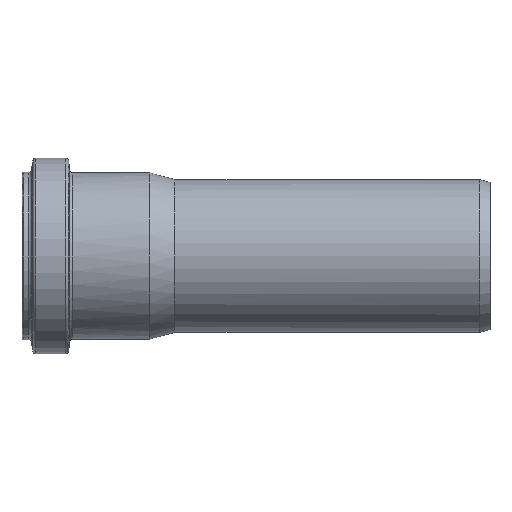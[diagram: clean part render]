
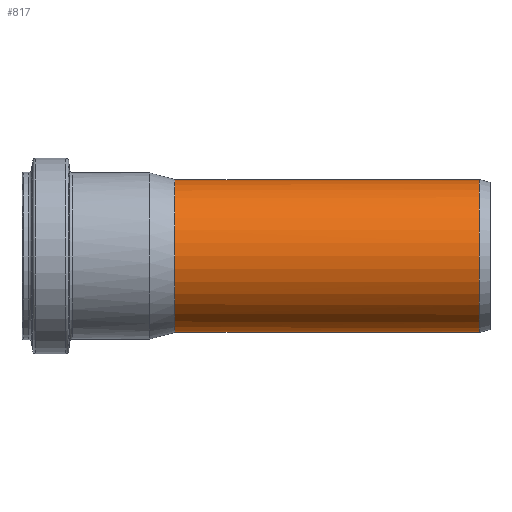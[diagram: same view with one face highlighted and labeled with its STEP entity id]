
A CAD part, left-side view. The second image highlights one B-rep face of the part: STEP entity #817.
In plain terms, the highlighted cylindrical face has radius 25.1 mm (diameter 50.2 mm), a full revolution.
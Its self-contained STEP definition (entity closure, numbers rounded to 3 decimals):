
#56=FACE_BOUND('',#272,.T.);
#113=CIRCLE('',#906,25.1);
#114=CIRCLE('',#907,25.1);
#202=FACE_OUTER_BOUND('',#271,.T.);
#271=EDGE_LOOP('',(#661,#662));
#272=EDGE_LOOP('',(#663));
#408=B_SPLINE_CURVE_WITH_KNOTS('',3,(#83809,#83810,#83811,#83812,#83813,
#83814,#83815,#83816,#83817,#83818,#83819,#83820,#83821,#83822,#83823,#83824,
#83825,#83826,#83827,#83828,#83829,#83830,#83831,#83832,#83833,#83834,#83835,
#83836,#83837,#83838,#83839,#83840,#83841,#83842,#83843,#83844,#83845,#83846,
#83847,#83848,#83849,#83850,#83851,#83852,#83853,#83854,#83855,#83856,#83857,
#83858,#83859,#83860,#83861,#83862,#83863,#83864,#83865,#83866,#83867,#83868,
#83869,#83870,#83871,#83872,#83873,#83874,#83875,#83876,#83877,#83878,#83879,
#83880,#83881,#83882,#83883,#83884,#83885,#83886,#83887,#83888,#83889,#83890,
#83891,#83892,#83893),.UNSPECIFIED.,.F.,.F.,(4,3,3,3,3,3,3,3,3,3,3,3,3,
3,3,3,3,3,3,3,3,3,3,3,3,3,3,3,4),(-14.716,-14.277,-13.75,
-12.696,-11.994,-11.291,-10.588,
-10.352,-10.237,-9.885,-9.183,-8.861,
-8.48,-7.778,-7.075,-6.372,
-5.979,-5.67,-4.967,-4.616,
-4.265,-4.074,-3.738,-3.211,
-2.158,-1.103,-0.652,-0.576,
-0.137),.UNSPECIFIED.);
#434=VERTEX_POINT('',#42520);
#435=VERTEX_POINT('',#83608);
#442=VERTEX_POINT('',#83926);
#535=EDGE_CURVE('',#435,#434,#408,.T.);
#538=EDGE_CURVE('',#435,#434,#113,.T.);
#539=EDGE_CURVE('',#442,#442,#114,.T.);
#661=ORIENTED_EDGE('',*,*,#535,.F.);
#662=ORIENTED_EDGE('',*,*,#538,.T.);
#663=ORIENTED_EDGE('',*,*,#539,.F.);
#787=CYLINDRICAL_SURFACE('',#905,25.1);
#817=ADVANCED_FACE('',(#202,#56),#787,.T.);
#905=AXIS2_PLACEMENT_3D('',#83924,#1083,#1084);
#906=AXIS2_PLACEMENT_3D('',#83925,#1085,#1086);
#907=AXIS2_PLACEMENT_3D('',#83927,#1087,#1088);
#1083=DIRECTION('center_axis',(0.,-1.,0.));
#1084=DIRECTION('ref_axis',(1.,0.,0.));
#1085=DIRECTION('center_axis',(0.,-1.,0.));
#1086=DIRECTION('ref_axis',(1.,0.,0.));
#1087=DIRECTION('center_axis',(0.,-1.,0.));
#1088=DIRECTION('ref_axis',(1.,0.,0.));
#42520=CARTESIAN_POINT('',(23.068,0.123,-9.894));
#83608=CARTESIAN_POINT('',(23.068,0.123,9.894));
#83809=CARTESIAN_POINT('Ctrl Pts',(23.068,0.123,9.894));
#83810=CARTESIAN_POINT('Ctrl Pts',(22.699,-0.969,10.755));
#83811=CARTESIAN_POINT('Ctrl Pts',(22.311,-2.127,11.529));
#83812=CARTESIAN_POINT('Ctrl Pts',(21.916,-3.325,12.235));
#83813=CARTESIAN_POINT('Ctrl Pts',(21.442,-4.762,13.083));
#83814=CARTESIAN_POINT('Ctrl Pts',(20.959,-6.255,13.835));
#83815=CARTESIAN_POINT('Ctrl Pts',(20.476,-7.782,14.516));
#83816=CARTESIAN_POINT('Ctrl Pts',(19.511,-10.835,15.878));
#83817=CARTESIAN_POINT('Ctrl Pts',(18.549,-14.021,16.955));
#83818=CARTESIAN_POINT('Ctrl Pts',(17.671,-17.29,17.824));
#83819=CARTESIAN_POINT('Ctrl Pts',(17.086,-19.469,18.404));
#83820=CARTESIAN_POINT('Ctrl Pts',(16.538,-21.686,18.892));
#83821=CARTESIAN_POINT('Ctrl Pts',(16.066,-23.938,19.285));
#83822=CARTESIAN_POINT('Ctrl Pts',(15.595,-26.19,19.678));
#83823=CARTESIAN_POINT('Ctrl Pts',(15.2,-28.479,19.975));
#83824=CARTESIAN_POINT('Ctrl Pts',(14.972,-30.804,20.146));
#83825=CARTESIAN_POINT('Ctrl Pts',(14.744,-33.13,20.316));
#83826=CARTESIAN_POINT('Ctrl Pts',(14.683,-35.494,20.361));
#83827=CARTESIAN_POINT('Ctrl Pts',(14.96,-37.805,20.154));
#83828=CARTESIAN_POINT('Ctrl Pts',(15.054,-38.582,20.084));
#83829=CARTESIAN_POINT('Ctrl Pts',(15.186,-39.354,19.985));
#83830=CARTESIAN_POINT('Ctrl Pts',(15.359,-40.108,19.852));
#83831=CARTESIAN_POINT('Ctrl Pts',(15.443,-40.475,19.787));
#83832=CARTESIAN_POINT('Ctrl Pts',(15.536,-40.838,19.713));
#83833=CARTESIAN_POINT('Ctrl Pts',(15.64,-41.196,19.631));
#83834=CARTESIAN_POINT('Ctrl Pts',(15.958,-42.289,19.378));
#83835=CARTESIAN_POINT('Ctrl Pts',(16.37,-43.333,19.04));
#83836=CARTESIAN_POINT('Ctrl Pts',(16.845,-44.295,18.609));
#83837=CARTESIAN_POINT('Ctrl Pts',(17.794,-46.216,17.748));
#83838=CARTESIAN_POINT('Ctrl Pts',(18.995,-47.804,16.516));
#83839=CARTESIAN_POINT('Ctrl Pts',(20.126,-49.081,15.001));
#83840=CARTESIAN_POINT('Ctrl Pts',(20.644,-49.666,14.306));
#83841=CARTESIAN_POINT('Ctrl Pts',(21.148,-50.186,13.552));
#83842=CARTESIAN_POINT('Ctrl Pts',(21.621,-50.647,12.749));
#83843=CARTESIAN_POINT('Ctrl Pts',(22.18,-51.192,11.801));
#83844=CARTESIAN_POINT('Ctrl Pts',(22.696,-51.654,10.783));
#83845=CARTESIAN_POINT('Ctrl Pts',(23.145,-52.044,9.714));
#83846=CARTESIAN_POINT('Ctrl Pts',(23.975,-52.765,7.737));
#83847=CARTESIAN_POINT('Ctrl Pts',(24.574,-53.24,5.583));
#83848=CARTESIAN_POINT('Ctrl Pts',(24.874,-53.478,3.363));
#83849=CARTESIAN_POINT('Ctrl Pts',(25.174,-53.715,1.142));
#83850=CARTESIAN_POINT('Ctrl Pts',(25.175,-53.715,-1.143));
#83851=CARTESIAN_POINT('Ctrl Pts',(24.875,-53.478,-3.363));
#83852=CARTESIAN_POINT('Ctrl Pts',(24.575,-53.24,-5.583));
#83853=CARTESIAN_POINT('Ctrl Pts',(23.974,-52.766,-7.738));
#83854=CARTESIAN_POINT('Ctrl Pts',(23.144,-52.045,-9.714));
#83855=CARTESIAN_POINT('Ctrl Pts',(22.68,-51.642,-10.82));
#83856=CARTESIAN_POINT('Ctrl Pts',(22.143,-51.161,-11.87));
#83857=CARTESIAN_POINT('Ctrl Pts',(21.563,-50.592,-12.846));
#83858=CARTESIAN_POINT('Ctrl Pts',(21.106,-50.145,-13.613));
#83859=CARTESIAN_POINT('Ctrl Pts',(20.623,-49.643,-14.335));
#83860=CARTESIAN_POINT('Ctrl Pts',(20.125,-49.082,-15.001));
#83861=CARTESIAN_POINT('Ctrl Pts',(18.995,-47.805,-16.516));
#83862=CARTESIAN_POINT('Ctrl Pts',(17.793,-46.219,-17.749));
#83863=CARTESIAN_POINT('Ctrl Pts',(16.843,-44.296,-18.611));
#83864=CARTESIAN_POINT('Ctrl Pts',(16.369,-43.335,-19.042));
#83865=CARTESIAN_POINT('Ctrl Pts',(15.957,-42.29,-19.379));
#83866=CARTESIAN_POINT('Ctrl Pts',(15.639,-41.197,-19.632));
#83867=CARTESIAN_POINT('Ctrl Pts',(15.322,-40.104,-19.885));
#83868=CARTESIAN_POINT('Ctrl Pts',(15.098,-38.963,-20.052));
#83869=CARTESIAN_POINT('Ctrl Pts',(14.96,-37.807,-20.155));
#83870=CARTESIAN_POINT('Ctrl Pts',(14.884,-37.18,-20.211));
#83871=CARTESIAN_POINT('Ctrl Pts',(14.834,-36.549,-20.248));
#83872=CARTESIAN_POINT('Ctrl Pts',(14.805,-35.915,-20.269));
#83873=CARTESIAN_POINT('Ctrl Pts',(14.754,-34.796,-20.307));
#83874=CARTESIAN_POINT('Ctrl Pts',(14.77,-33.67,-20.294));
#83875=CARTESIAN_POINT('Ctrl Pts',(14.834,-32.551,-20.247));
#83876=CARTESIAN_POINT('Ctrl Pts',(14.934,-30.798,-20.173));
#83877=CARTESIAN_POINT('Ctrl Pts',(15.152,-29.061,-20.014));
#83878=CARTESIAN_POINT('Ctrl Pts',(15.431,-27.345,-19.797));
#83879=CARTESIAN_POINT('Ctrl Pts',(15.989,-23.91,-19.362));
#83880=CARTESIAN_POINT('Ctrl Pts',(16.792,-20.559,-18.694));
#83881=CARTESIAN_POINT('Ctrl Pts',(17.672,-17.29,-17.824));
#83882=CARTESIAN_POINT('Ctrl Pts',(18.553,-14.02,-16.953));
#83883=CARTESIAN_POINT('Ctrl Pts',(19.51,-10.834,-15.879));
#83884=CARTESIAN_POINT('Ctrl Pts',(20.474,-7.781,-14.518));
#83885=CARTESIAN_POINT('Ctrl Pts',(20.887,-6.474,-13.936));
#83886=CARTESIAN_POINT('Ctrl Pts',(21.302,-5.192,-13.3));
#83887=CARTESIAN_POINT('Ctrl Pts',(21.71,-3.949,-12.598));
#83888=CARTESIAN_POINT('Ctrl Pts',(21.779,-3.739,-12.479));
#83889=CARTESIAN_POINT('Ctrl Pts',(21.847,-3.531,-12.359));
#83890=CARTESIAN_POINT('Ctrl Pts',(21.916,-3.324,-12.236));
#83891=CARTESIAN_POINT('Ctrl Pts',(22.311,-2.127,-11.53));
#83892=CARTESIAN_POINT('Ctrl Pts',(22.699,-0.969,
-10.756));
#83893=CARTESIAN_POINT('Ctrl Pts',(23.068,0.123,-9.894));
#83924=CARTESIAN_POINT('Origin',(0.,0.062,
0.));
#83925=CARTESIAN_POINT('Origin',(0.,0.123,
0.));
#83926=CARTESIAN_POINT('',(25.1,-99.716,0.));
#83927=CARTESIAN_POINT('Origin',(0.,-99.716,
0.));
